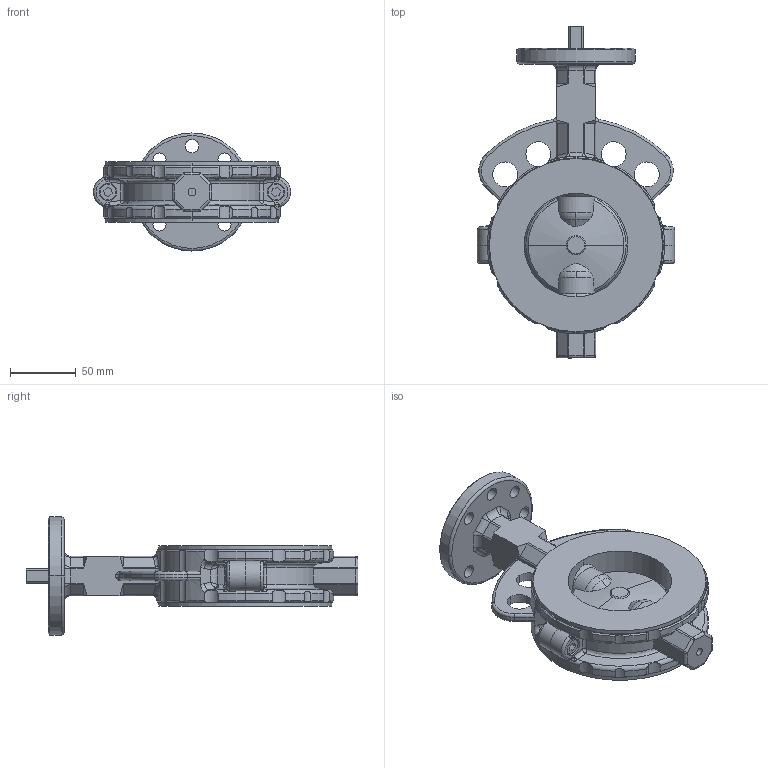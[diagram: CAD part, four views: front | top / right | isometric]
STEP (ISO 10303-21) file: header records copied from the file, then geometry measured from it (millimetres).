
FILE_DESCRIPTION (( 'STEP AP214' ), '1' );
FILE_NAME ('AS-W1-0300-PMR-XA.step', '2019-08-26T11:39:23', ( '' ), ( '' ), 'SwSTEP 2.0', 'SolidWorks 2019', '' );
FILE_SCHEMA (( 'AUTOMOTIVE_DESIGN' ));
Length unit declared in the file: inch
Products named in the file (2): AS-W1-0300-PMR-XA
Bounding box: 150.4 x 253.02 x 90 mm (x, y, z)
Surface area: 139009.8 mm2 (no closed solid volume)
Topology: 0 solids, 9 shells, 443 faces, 1194 edges, 737 vertices
Faces by surface type: cylinder 168, plane 81, bspline 60, torus 60, cone 58, sphere 16
Entity records: 22811 total; most frequent: CARTESIAN_POINT 6486, ORIENTED_EDGE 2252, DIRECTION 2172, EDGE_CURVE 1178, AXIS2_PLACEMENT_3D 907, VERTEX_POINT 737, CIRCLE 522, EDGE_LOOP 468
